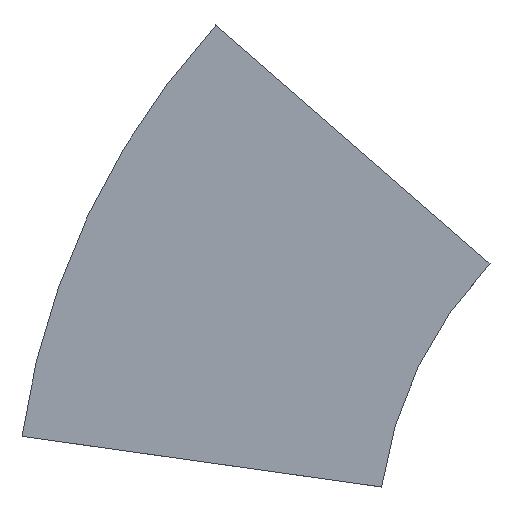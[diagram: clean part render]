
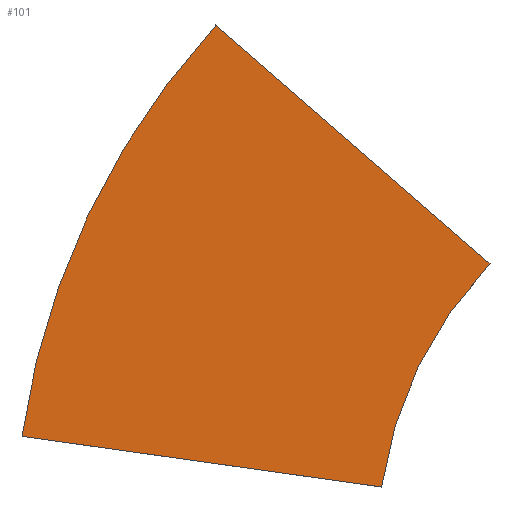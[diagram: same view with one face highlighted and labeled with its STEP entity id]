
A CAD part, top view. The second image highlights one B-rep face of the part: STEP entity #101.
In plain terms, the highlighted planar face has unit normal (0, 0, 1).
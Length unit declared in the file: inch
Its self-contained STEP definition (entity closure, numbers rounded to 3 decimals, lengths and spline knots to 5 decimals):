
#15=CIRCLE('',#119,155.70989);
#17=CIRCLE('',#123,82.);
#25=FACE_OUTER_BOUND('',#31,.T.);
#31=EDGE_LOOP('',(#85,#86,#87,#88));
#33=LINE('',#161,#41);
#38=LINE('',#175,#46);
#41=VECTOR('',#131,0.3937);
#46=VECTOR('',#144,0.3937);
#49=VERTEX_POINT('',#159);
#50=VERTEX_POINT('',#160);
#53=VERTEX_POINT('',#168);
#55=VERTEX_POINT('',#174);
#57=EDGE_CURVE('',#49,#50,#33,.F.);
#61=EDGE_CURVE('',#50,#53,#15,.T.);
#64=EDGE_CURVE('',#55,#53,#38,.T.);
#67=EDGE_CURVE('',#49,#55,#17,.T.);
#85=ORIENTED_EDGE('',*,*,#67,.F.);
#86=ORIENTED_EDGE('',*,*,#57,.T.);
#87=ORIENTED_EDGE('',*,*,#61,.T.);
#88=ORIENTED_EDGE('',*,*,#64,.F.);
#95=PLANE('',#125);
#101=ADVANCED_FACE('',(#25),#95,.T.);
#119=AXIS2_PLACEMENT_3D('',#169,#137,#138);
#123=AXIS2_PLACEMENT_3D('',#180,#149,#150);
#125=AXIS2_PLACEMENT_3D('',#182,#153,#154);
#131=DIRECTION('',(0.754,-0.657,0.));
#137=DIRECTION('center_axis',(0.,0.,1.));
#138=DIRECTION('ref_axis',(0.,1.,0.));
#144=DIRECTION('',(-0.99,0.139,0.));
#149=DIRECTION('center_axis',(0.,0.,1.));
#150=DIRECTION('ref_axis',(0.,1.,0.));
#153=DIRECTION('center_axis',(0.,0.,1.));
#154=DIRECTION('ref_axis',(1.,0.,0.));
#159=CARTESIAN_POINT('',(-338.21602,141.13468,-60.137));
#160=CARTESIAN_POINT('',(-393.83766,189.56847,-60.137));
#161=CARTESIAN_POINT('',(-379.94918,177.47477,-60.137));
#168=CARTESIAN_POINT('',(-433.19511,106.07855,-60.137));
#169=CARTESIAN_POINT('Origin',(-279.,84.412,-60.137));
#174=CARTESIAN_POINT('',(-360.2035,95.81339,-60.137));
#175=CARTESIAN_POINT('',(-360.2035,95.81339,-60.137));
#180=CARTESIAN_POINT('Origin',(-279.,84.412,-60.137));
#182=CARTESIAN_POINT('Origin',(-387.05375,141.19857,-60.137));
